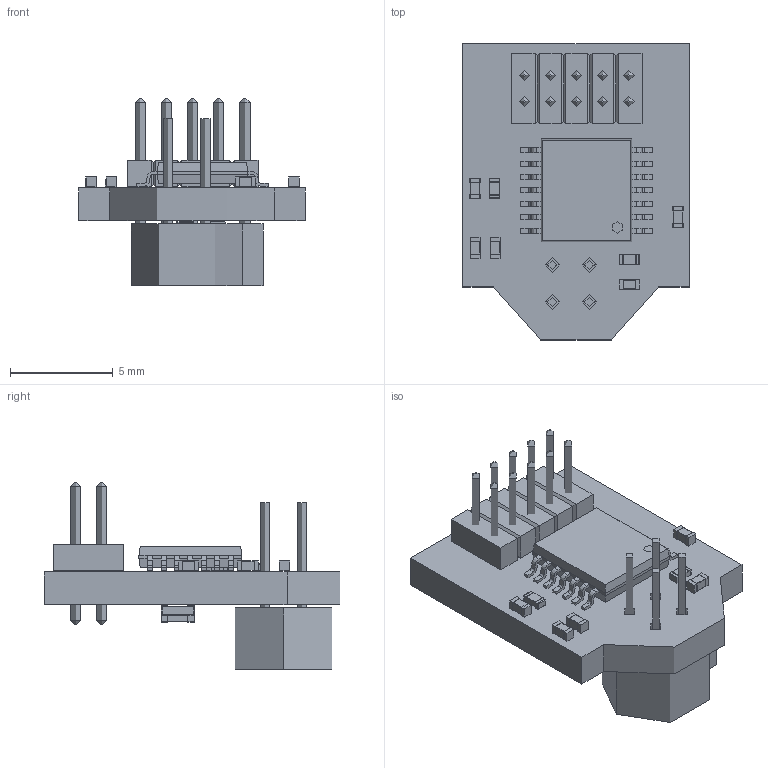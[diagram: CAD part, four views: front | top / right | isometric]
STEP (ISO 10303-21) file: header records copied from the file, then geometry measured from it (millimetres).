
FILE_DESCRIPTION(('KiCad electronic assembly'),'2;1');
FILE_NAME('IR_TEMP_V1.step','2021-09-09T14:39:02',('An Author'),( 'A Company'),'Open CASCADE STEP processor 6.9', 'KiCad to STEP converter','Unknown');
FILE_SCHEMA(('AUTOMOTIVE_DESIGN { 1 0 10303 214 1 1 1 1 }'));
Length unit declared in the file: millimetre
Products named in the file (16): Open CASCADE STEP translator 6.9 1; R_0603_1608Metric; SOLID; C_0603_1608Metric; ZTP-135SR; COMPOUND; R_0402_1005Metric; GRPB052VWVN-RC; LMP91051MTX_NOPB; C_0402_1005Metric
Assembly tree (20 placements, depth 3):
  Open CASCADE STEP translator 6.9 1
    R_0603_1608Metric
      SOLID
    C_0603_1608Metric
      SOLID
    ZTP-135SR
      COMPOUND
    R_0402_1005Metric  x2
      SOLID
    GRPB052VWVN-RC
      COMPOUND
    LMP91051MTX_NOPB
      COMPOUND
    C_0402_1005Metric  x5
      SOLID
    COMPOUND
Bounding box: 11 x 14.37 x 9.1 mm (x, y, z)
Volume: 368.5 mm3
Topology: 43 solids, 45 shells, 613 faces, 1448 edges, 936 vertices
Faces by surface type: plane 406, cylinder 187, cone 20
Full cylindrical faces by diameter (mm): 0.45 x4, 0.5 x10, 0.7 x14
Entity records: 29371 total; most frequent: CARTESIAN_POINT 5270, DIRECTION 4384, LINE 2692, VECTOR 2692, ORIENTED_EDGE 2184, PCURVE 2184, DEFINITIONAL_REPRESENTATION 2184, EDGE_CURVE 1092
